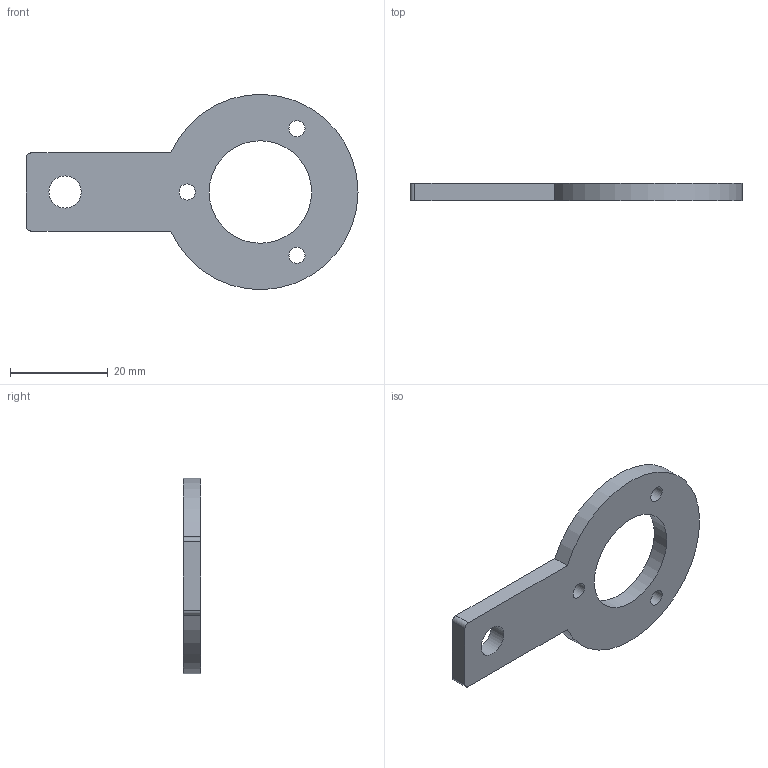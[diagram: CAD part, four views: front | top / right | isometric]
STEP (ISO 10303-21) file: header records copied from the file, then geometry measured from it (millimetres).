
FILE_DESCRIPTION(/* description */ (''),/* implementation_level */ '2;1');
FILE_NAME(/* name */ 'rotary_encoder_adapter_sld_corrected_height v1.step',/* time_stamp */ '2023-06-30T13:43:28-04:00',/* author */ (''),/* organization */ (''),/* preprocessor_version */ 'ST-DEVELOPER v19.2',/* originating_system */ 'Autodesk Translation Framework v12.6.0.85',/* authorisation */ '');
FILE_SCHEMA (('AUTOMOTIVE_DESIGN { 1 0 10303 214 3 1 1 }'));
Length unit declared in the file: inch
Products named in the file (1): rotary_encoder_adapter_sld_corrected_height
Bounding box: 68 x 3.61 x 39.98 mm (x, y, z)
Volume: 4716.8 mm3; surface area: 3701.7 mm2
Topology: 1 solids, 1 shells, 13 faces, 33 edges, 22 vertices
Faces by surface type: cylinder 8, plane 5
Full cylindrical faces by diameter (mm): 3.3 x3, 6.6 x1, 21 x1
Entity records: 465 total; most frequent: DIRECTION 77, CARTESIAN_POINT 69, ORIENTED_EDGE 66, EDGE_CURVE 33, AXIS2_PLACEMENT_3D 30, EDGE_LOOP 23, VERTEX_POINT 22, LINE 17
